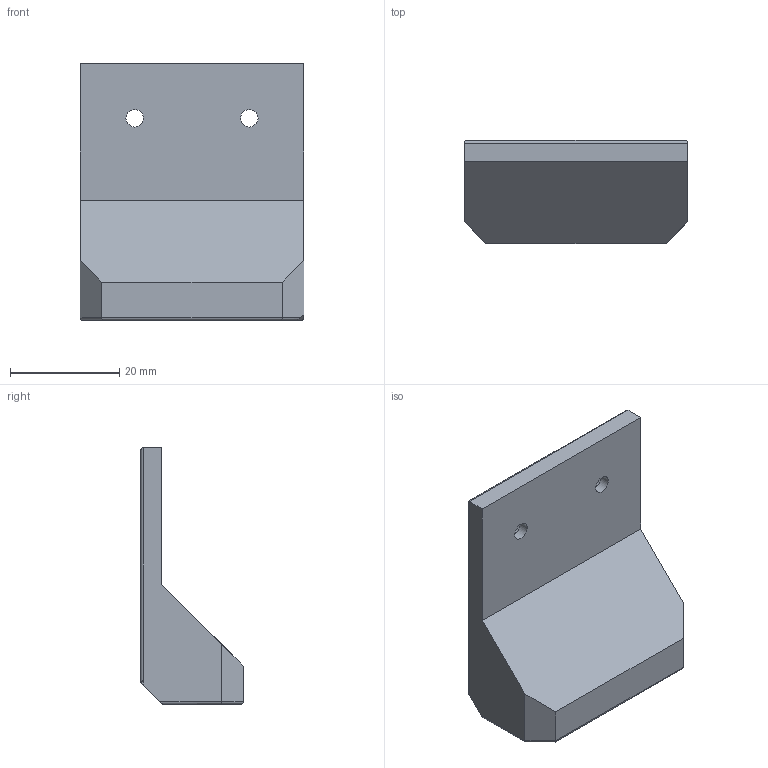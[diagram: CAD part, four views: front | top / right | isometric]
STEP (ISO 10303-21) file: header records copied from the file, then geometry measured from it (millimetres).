
FILE_DESCRIPTION(('FreeCAD Model'),'2;1');
FILE_NAME('Open CASCADE Shape Model','2025-06-09T17:37:50',(''),(''), 'Open CASCADE STEP processor 7.8','FreeCAD','Unknown');
FILE_SCHEMA(('AUTOMOTIVE_DESIGN { 1 0 10303 214 1 1 1 1 }'));
Length unit declared in the file: millimetre
Products named in the file (1): Body
Bounding box: 41 x 18.8 x 47 mm (x, y, z)
Volume: 14626.6 mm3; surface area: 6179.2 mm2
Topology: 1 solids, 1 shells, 56 faces, 144 edges, 95 vertices
Faces by surface type: plane 38, cylinder 18
Full cylindrical faces by diameter (mm): 3 x2, 3.2 x2, 6 x2
Entity records: 1720 total; most frequent: CARTESIAN_POINT 331, ORIENTED_EDGE 288, DIRECTION 269, EDGE_CURVE 144, LINE 107, VECTOR 107, VERTEX_POINT 95, AXIS2_PLACEMENT_3D 81
